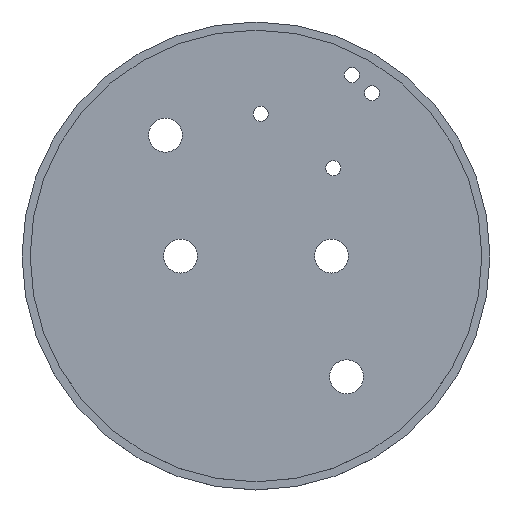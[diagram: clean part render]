
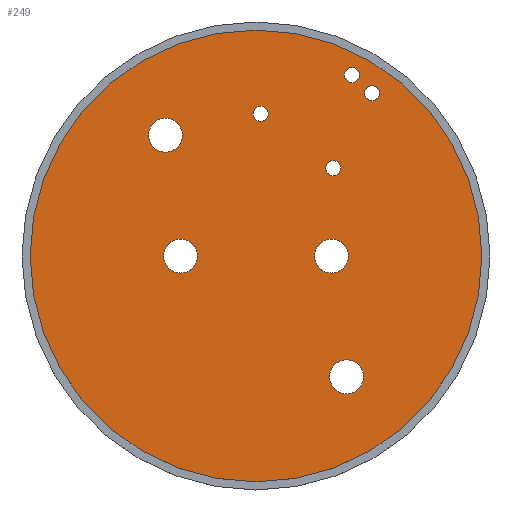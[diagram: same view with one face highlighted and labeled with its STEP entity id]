
A CAD part, top view. The second image highlights one B-rep face of the part: STEP entity #249.
In plain terms, the highlighted planar face has unit normal (0, 0, 1).
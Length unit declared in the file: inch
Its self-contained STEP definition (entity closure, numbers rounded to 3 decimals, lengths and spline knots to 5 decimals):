
#16=FACE_BOUND('',#61,.T.);
#17=FACE_BOUND('',#62,.T.);
#18=FACE_BOUND('',#63,.T.);
#19=FACE_BOUND('',#64,.T.);
#20=FACE_BOUND('',#65,.T.);
#21=FACE_BOUND('',#66,.T.);
#22=FACE_BOUND('',#67,.T.);
#23=FACE_BOUND('',#68,.T.);
#33=PLANE('',#296);
#46=FACE_OUTER_BOUND('',#60,.T.);
#60=EDGE_LOOP('',(#210));
#61=EDGE_LOOP('',(#211));
#62=EDGE_LOOP('',(#212));
#63=EDGE_LOOP('',(#213));
#64=EDGE_LOOP('',(#214));
#65=EDGE_LOOP('',(#215));
#66=EDGE_LOOP('',(#216));
#67=EDGE_LOOP('',(#217));
#68=EDGE_LOOP('',(#218));
#98=CIRCLE('',#266,1.87);
#101=CIRCLE('',#271,0.1405);
#103=CIRCLE('',#274,0.0625);
#105=CIRCLE('',#277,0.0625);
#107=CIRCLE('',#280,0.0625);
#109=CIRCLE('',#283,0.0625);
#111=CIRCLE('',#286,0.1405);
#113=CIRCLE('',#289,0.1405);
#115=CIRCLE('',#292,0.1405);
#118=VERTEX_POINT('',#378);
#121=VERTEX_POINT('',#387);
#123=VERTEX_POINT('',#393);
#125=VERTEX_POINT('',#399);
#127=VERTEX_POINT('',#405);
#129=VERTEX_POINT('',#411);
#131=VERTEX_POINT('',#417);
#133=VERTEX_POINT('',#423);
#135=VERTEX_POINT('',#429);
#138=EDGE_CURVE('',#118,#118,#98,.T.);
#142=EDGE_CURVE('',#121,#121,#101,.T.);
#145=EDGE_CURVE('',#123,#123,#103,.T.);
#148=EDGE_CURVE('',#125,#125,#105,.T.);
#151=EDGE_CURVE('',#127,#127,#107,.T.);
#154=EDGE_CURVE('',#129,#129,#109,.T.);
#157=EDGE_CURVE('',#131,#131,#111,.T.);
#160=EDGE_CURVE('',#133,#133,#113,.T.);
#163=EDGE_CURVE('',#135,#135,#115,.T.);
#210=ORIENTED_EDGE('',*,*,#138,.T.);
#211=ORIENTED_EDGE('',*,*,#163,.T.);
#212=ORIENTED_EDGE('',*,*,#160,.T.);
#213=ORIENTED_EDGE('',*,*,#157,.T.);
#214=ORIENTED_EDGE('',*,*,#154,.T.);
#215=ORIENTED_EDGE('',*,*,#151,.T.);
#216=ORIENTED_EDGE('',*,*,#148,.T.);
#217=ORIENTED_EDGE('',*,*,#145,.T.);
#218=ORIENTED_EDGE('',*,*,#142,.T.);
#249=ADVANCED_FACE('',(#46,#16,#17,#18,#19,#20,#21,#22,#23),#33,.T.);
#266=AXIS2_PLACEMENT_3D('',#379,#302,#303);
#271=AXIS2_PLACEMENT_3D('',#388,#313,#314);
#274=AXIS2_PLACEMENT_3D('',#394,#320,#321);
#277=AXIS2_PLACEMENT_3D('',#400,#327,#328);
#280=AXIS2_PLACEMENT_3D('',#406,#334,#335);
#283=AXIS2_PLACEMENT_3D('',#412,#341,#342);
#286=AXIS2_PLACEMENT_3D('',#418,#348,#349);
#289=AXIS2_PLACEMENT_3D('',#424,#355,#356);
#292=AXIS2_PLACEMENT_3D('',#430,#362,#363);
#296=AXIS2_PLACEMENT_3D('',#438,#372,#373);
#302=DIRECTION('center_axis',(0.,0.,1.));
#303=DIRECTION('ref_axis',(-1.,0.,0.));
#313=DIRECTION('center_axis',(0.,0.,-1.));
#314=DIRECTION('ref_axis',(1.,0.,0.));
#320=DIRECTION('center_axis',(0.,0.,-1.));
#321=DIRECTION('ref_axis',(1.,0.,0.));
#327=DIRECTION('center_axis',(0.,0.,-1.));
#328=DIRECTION('ref_axis',(1.,0.,0.));
#334=DIRECTION('center_axis',(0.,0.,-1.));
#335=DIRECTION('ref_axis',(1.,0.,0.));
#341=DIRECTION('center_axis',(0.,0.,-1.));
#342=DIRECTION('ref_axis',(1.,0.,0.));
#348=DIRECTION('center_axis',(0.,0.,-1.));
#349=DIRECTION('ref_axis',(1.,0.,0.));
#355=DIRECTION('center_axis',(0.,0.,-1.));
#356=DIRECTION('ref_axis',(1.,0.,0.));
#362=DIRECTION('center_axis',(0.,0.,-1.));
#363=DIRECTION('ref_axis',(1.,0.,0.));
#372=DIRECTION('center_axis',(0.,0.,1.));
#373=DIRECTION('ref_axis',(1.,0.,0.));
#378=CARTESIAN_POINT('',(1.87,0.,0.25));
#379=CARTESIAN_POINT('Origin',(0.,0.,0.25));
#387=CARTESIAN_POINT('',(0.6095,-1.,0.25));
#388=CARTESIAN_POINT('Origin',(0.75,-1.,0.25));
#393=CARTESIAN_POINT('',(0.73237,1.49822,0.25));
#394=CARTESIAN_POINT('Origin',(0.79487,1.49822,0.25));
#399=CARTESIAN_POINT('',(0.898,1.34803,0.25));
#400=CARTESIAN_POINT('Origin',(0.9605,1.34803,0.25));
#405=CARTESIAN_POINT('',(0.57759,0.72678,0.25));
#406=CARTESIAN_POINT('Origin',(0.64009,0.72678,0.25));
#411=CARTESIAN_POINT('',(-0.02338,1.17671,0.25));
#412=CARTESIAN_POINT('Origin',(0.03912,1.17671,0.25));
#417=CARTESIAN_POINT('',(0.4845,-0.00107,0.25));
#418=CARTESIAN_POINT('Origin',(0.625,-0.00107,0.25));
#423=CARTESIAN_POINT('',(-0.8905,1.,0.25));
#424=CARTESIAN_POINT('Origin',(-0.75,1.,0.25));
#429=CARTESIAN_POINT('',(-0.7655,-0.00107,0.25));
#430=CARTESIAN_POINT('Origin',(-0.625,-0.00107,
0.25));
#438=CARTESIAN_POINT('Origin',(0.,0.,0.25));
